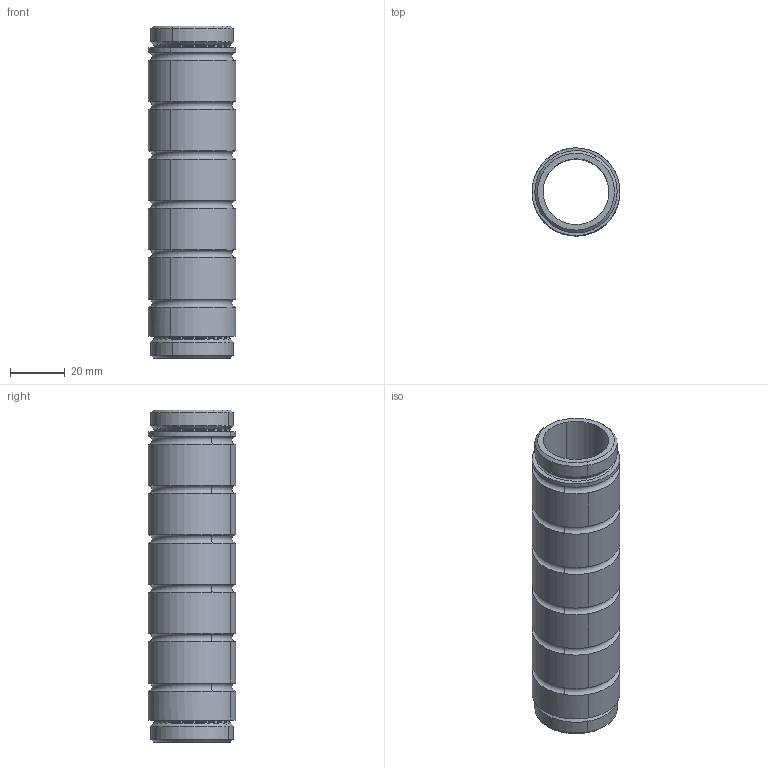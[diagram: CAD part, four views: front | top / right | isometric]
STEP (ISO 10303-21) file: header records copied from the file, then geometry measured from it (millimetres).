
FILE_DESCRIPTION(('CATIA V5 STEP Exchange'),'2;1');
FILE_NAME('sabre-v1-2.stp','2020-04-01T21:05:05+00:00',('none'),('none'),'CATIA Version 5 Release 20 GA (IN-10)','CATIA V5 STEP AP203','none');
FILE_SCHEMA(('CONFIG_CONTROL_DESIGN'));
Length unit declared in the file: millimetre
Products named in the file (1): sabre-v1-2
Bounding box: 32 x 32 x 121 mm (x, y, z)
Volume: 38543.1 mm3; surface area: 22875.1 mm2
Topology: 1 solids, 1 shells, 56 faces, 136 edges, 84 vertices
Faces by surface type: cylinder 24, torus 20, cone 8, plane 4
Entity records: 1466 total; most frequent: ORIENTED_EDGE 272, CARTESIAN_POINT 245, DIRECTION 184, EDGE_CURVE 136, AXIS2_PLACEMENT_3D 129, CIRCLE 104, VERTEX_POINT 84, EDGE_LOOP 60
